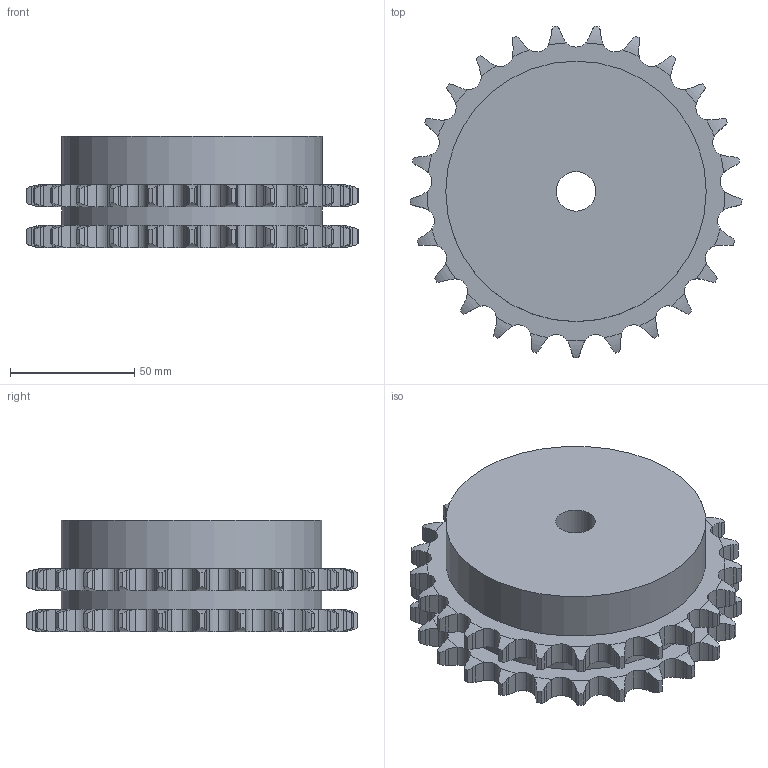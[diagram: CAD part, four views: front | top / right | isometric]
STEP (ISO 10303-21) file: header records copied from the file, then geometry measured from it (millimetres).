
FILE_DESCRIPTION(('FreeCAD Model'),'2;1');
FILE_NAME('Open CASCADE Shape Model','2021-08-01T08:55:49',('FreeCAD'),( 'FreeCAD'),'Open CASCADE STEP processor 7.4','FreeCAD','Unknown');
FILE_SCHEMA(('AUTOMOTIVE_DESIGN { 1 0 10303 214 1 1 1 1 }'));
Products named in the file (1): Open CASCADE STEP translator 7.4 18
Bounding box: 133.84 x 133.58 x 45 mm (x, y, z)
Volume: 437015 mm3; surface area: 51474.5 mm2
Topology: 1 solids, 1 shells, 559 faces, 1660 edges, 1107 vertices
Faces by surface type: cylinder 353, plane 106, torus 100
Full cylindrical faces by diameter (mm): 16 x1, 105 x2
Entity records: 49716 total; most frequent: CARTESIAN_POINT 21521, DIRECTION 3880, ORIENTED_EDGE 3320, PCURVE 3320, DEFINITIONAL_REPRESENTATION 3320, B_SPLINE_CURVE_WITH_KNOTS 2400, LINE 1865, VECTOR 1865
